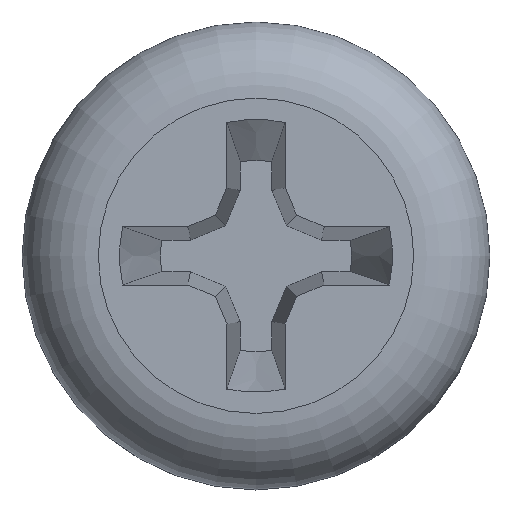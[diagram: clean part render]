
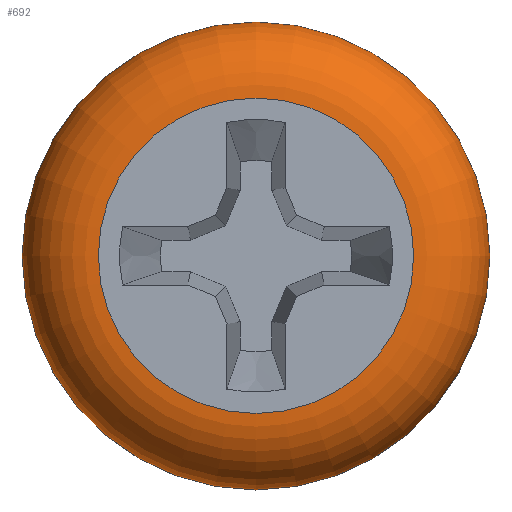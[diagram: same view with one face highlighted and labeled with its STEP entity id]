
A CAD part, top view. The second image highlights one B-rep face of the part: STEP entity #692.
In plain terms, the highlighted toroidal (fillet/blend) face has major radius 4.045 mm and minor radius 1.955 mm.
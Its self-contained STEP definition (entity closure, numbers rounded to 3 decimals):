
#40=TOROIDAL_SURFACE('',#757,4.045,1.955);
#66=FACE_OUTER_BOUND('',#104,.T.);
#104=EDGE_LOOP('',(#506,#507,#508,#509,#510,#511,#512));
#141=CIRCLE('',#758,6.);
#142=CIRCLE('',#759,6.);
#143=CIRCLE('',#760,1.955);
#144=CIRCLE('',#761,4.045);
#145=CIRCLE('',#762,4.045);
#146=CIRCLE('',#763,6.);
#310=VERTEX_POINT('',#2761);
#311=VERTEX_POINT('',#2762);
#312=VERTEX_POINT('',#2764);
#313=VERTEX_POINT('',#2766);
#314=VERTEX_POINT('',#2768);
#391=EDGE_CURVE('',#310,#311,#141,.T.);
#392=EDGE_CURVE('',#312,#310,#142,.T.);
#393=EDGE_CURVE('',#312,#313,#143,.T.);
#394=EDGE_CURVE('',#313,#314,#144,.T.);
#395=EDGE_CURVE('',#314,#313,#145,.T.);
#396=EDGE_CURVE('',#311,#312,#146,.T.);
#506=ORIENTED_EDGE('',*,*,#391,.F.);
#507=ORIENTED_EDGE('',*,*,#392,.F.);
#508=ORIENTED_EDGE('',*,*,#393,.T.);
#509=ORIENTED_EDGE('',*,*,#394,.T.);
#510=ORIENTED_EDGE('',*,*,#395,.T.);
#511=ORIENTED_EDGE('',*,*,#393,.F.);
#512=ORIENTED_EDGE('',*,*,#396,.F.);
#692=ADVANCED_FACE('',(#66),#40,.T.);
#757=AXIS2_PLACEMENT_3D('',#2760,#841,#842);
#758=AXIS2_PLACEMENT_3D('',#2763,#843,#844);
#759=AXIS2_PLACEMENT_3D('',#2765,#845,#846);
#760=AXIS2_PLACEMENT_3D('',#2767,#847,#848);
#761=AXIS2_PLACEMENT_3D('',#2769,#849,#850);
#762=AXIS2_PLACEMENT_3D('',#2770,#851,#852);
#763=AXIS2_PLACEMENT_3D('',#2771,#853,#854);
#841=DIRECTION('center_axis',(0.,0.,-1.));
#842=DIRECTION('ref_axis',(0.,1.,0.));
#843=DIRECTION('center_axis',(0.,0.,-1.));
#844=DIRECTION('ref_axis',(0.,1.,0.));
#845=DIRECTION('center_axis',(0.,0.,-1.));
#846=DIRECTION('ref_axis',(0.,1.,0.));
#847=DIRECTION('center_axis',(-1.,0.,0.));
#848=DIRECTION('ref_axis',(0.,-1.,0.));
#849=DIRECTION('center_axis',(0.,0.,-1.));
#850=DIRECTION('ref_axis',(0.,1.,0.));
#851=DIRECTION('center_axis',(0.,0.,-1.));
#852=DIRECTION('ref_axis',(0.,1.,0.));
#853=DIRECTION('center_axis',(0.,0.,-1.));
#854=DIRECTION('ref_axis',(0.,1.,0.));
#2760=CARTESIAN_POINT('Origin',(0.,0.,2.645));
#2761=CARTESIAN_POINT('',(-6.,0.,2.645));
#2762=CARTESIAN_POINT('',(6.,0.,2.645));
#2763=CARTESIAN_POINT('Origin',(0.,0.,2.645));
#2764=CARTESIAN_POINT('',(0.,-6.,2.645));
#2765=CARTESIAN_POINT('Origin',(0.,0.,2.645));
#2766=CARTESIAN_POINT('',(0.,-4.045,4.6));
#2767=CARTESIAN_POINT('Origin',(0.,-4.045,2.645));
#2768=CARTESIAN_POINT('',(0.,4.045,4.6));
#2769=CARTESIAN_POINT('Origin',(0.,0.,4.6));
#2770=CARTESIAN_POINT('Origin',(0.,0.,4.6));
#2771=CARTESIAN_POINT('Origin',(0.,0.,2.645));
